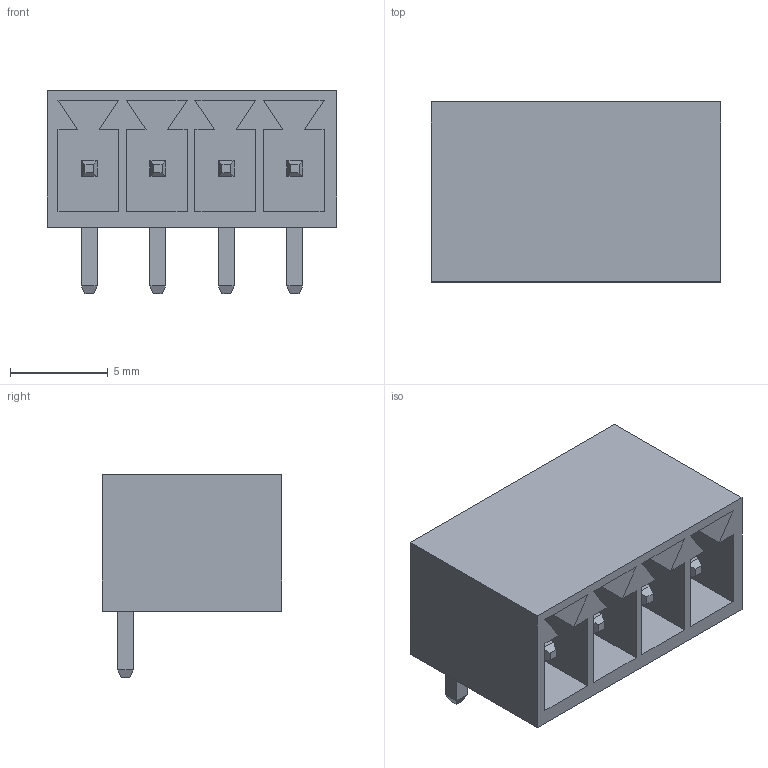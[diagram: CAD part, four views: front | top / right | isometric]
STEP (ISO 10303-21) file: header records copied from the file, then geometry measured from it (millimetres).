
FILE_DESCRIPTION (( 'STEP AP214' ), '1' );
FILE_NAME ('15EDGRC-3.5-04P.STEP', '2022-08-30T10:07:13', ( '' ), ( '' ), 'SwSTEP 2.0', 'SolidWorks 2019', '' );
FILE_SCHEMA (( 'AUTOMOTIVE_DESIGN' ));
Length unit declared in the file: millimetre
Products named in the file (1): 15EDGRC-3.5-04P
Bounding box: 14.8 x 9.2 x 10.4 mm (x, y, z)
Volume: 523.6 mm3; surface area: 1289.3 mm2
Topology: 1 solids, 1 shells, 114 faces, 268 edges, 168 vertices
Faces by surface type: plane 114
Entity records: 3982 total; most frequent: CARTESIAN_POINT 551, ORIENTED_EDGE 536, DIRECTION 498, LINE 268, EDGE_CURVE 268, VECTOR 268, VERTEX_POINT 168, EDGE_LOOP 126
